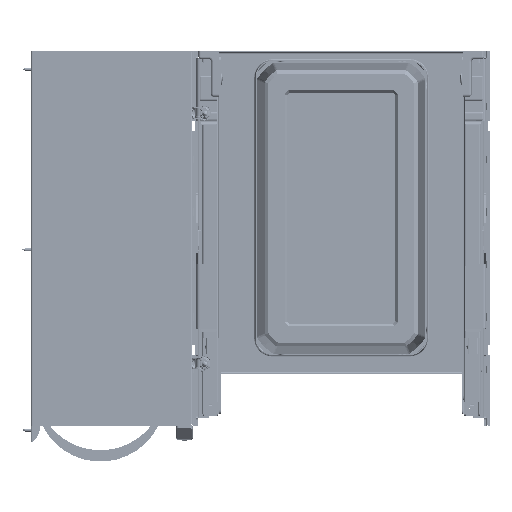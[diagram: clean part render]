
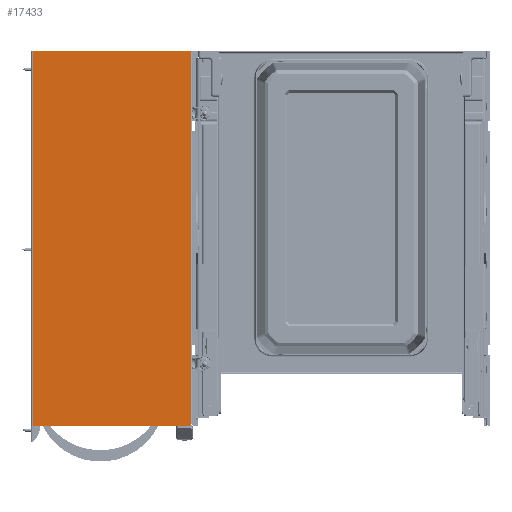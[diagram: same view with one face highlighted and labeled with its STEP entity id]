
A CAD part, front view. The second image highlights one B-rep face of the part: STEP entity #17433.
In plain terms, the highlighted planar face has unit normal (0, -1, 0).
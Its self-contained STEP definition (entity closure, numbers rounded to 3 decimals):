
#17433=ADVANCED_FACE('288',(#29918),#29919,.T.);
#29918=FACE_OUTER_BOUND('',#44807,.T.);
#29919=PLANE('',#44808);
#44807=EDGE_LOOP('',(#87763,#87764,#87765,#87766,#87767,#87768));
#44808=AXIS2_PLACEMENT_3D('',#87769,#87770,#87771);
#87763=ORIENTED_EDGE('',*,*,#112301,.F.);
#87764=ORIENTED_EDGE('',*,*,#112302,.T.);
#87765=ORIENTED_EDGE('',*,*,#112303,.T.);
#87766=ORIENTED_EDGE('',*,*,#112304,.T.);
#87767=ORIENTED_EDGE('',*,*,#112305,.F.);
#87768=ORIENTED_EDGE('',*,*,#112306,.T.);
#87769=CARTESIAN_POINT('',(-383.8,-307.2,-1.0));
#87770=DIRECTION('',(0.0,-1.0,0.0));
#87771=DIRECTION('',(0.0,0.0,-1.0));
#112301=EDGE_CURVE('23037',#132782,#132783,#132784,.T.);
#112302=EDGE_CURVE('20138',#132782,#132785,#132786,.T.);
#112303=EDGE_CURVE('23038',#132785,#132787,#132788,.T.);
#112304=EDGE_CURVE('23031',#132787,#132789,#132790,.T.);
#112305=EDGE_CURVE('23039',#132791,#132789,#132792,.T.);
#112306=EDGE_CURVE('23027',#132791,#132783,#132793,.T.);
#132782=VERTEX_POINT('',#162502);
#132783=VERTEX_POINT('',#162503);
#132784=LINE('',#162504,#162505);
#132785=VERTEX_POINT('',#162506);
#132786=LINE('',#162507,#162508);
#132787=VERTEX_POINT('',#162509);
#132788=LINE('',#162510,#162511);
#132789=VERTEX_POINT('',#162512);
#132790=CIRCLE('',#162513,2.0);
#132791=VERTEX_POINT('',#162514);
#132792=LINE('',#162515,#162516);
#132793=CIRCLE('',#162517,2.0);
#162502=CARTESIAN_POINT('',(-381.8,-307.2,-1.0));
#162503=CARTESIAN_POINT('',(-188.0,-307.2,-1.0));
#162504=CARTESIAN_POINT('',(-381.8,-307.2,-1.0));
#162505=VECTOR('',#200421,193.8);
#162506=CARTESIAN_POINT('',(-381.8,-307.2,-465.0));
#162507=CARTESIAN_POINT('',(-381.8,-307.2,-1.0));
#162508=VECTOR('',#200422,464.0);
#162509=CARTESIAN_POINT('',(-188.0,-307.2,-465.0));
#162510=CARTESIAN_POINT('',(-381.8,-307.2,-465.0));
#162511=VECTOR('',#200423,193.8);
#162512=CARTESIAN_POINT('',(-186.0,-307.2,-463.0));
#162513=AXIS2_PLACEMENT_3D('',#200424,#200425,#200426);
#162514=CARTESIAN_POINT('',(-186.0,-307.2,-3.0));
#162515=CARTESIAN_POINT('',(-186.0,-307.2,-3.0));
#162516=VECTOR('',#200427,460.0);
#162517=AXIS2_PLACEMENT_3D('',#200428,#200429,#200430);
#200421=DIRECTION('',(1.0,0.0,0.0));
#200422=DIRECTION('',(0.0,0.0,-1.0));
#200423=DIRECTION('',(1.0,0.0,0.0));
#200424=CARTESIAN_POINT('',(-188.0,-307.2,-463.0));
#200425=DIRECTION('',(0.0,-1.0,0.0));
#200426=DIRECTION('',(0.0,0.0,-1.0));
#200427=DIRECTION('',(0.0,0.0,-1.0));
#200428=CARTESIAN_POINT('',(-188.0,-307.2,-3.0));
#200429=DIRECTION('',(0.0,-1.0,0.0));
#200430=DIRECTION('',(1.0,0.0,0.0));
